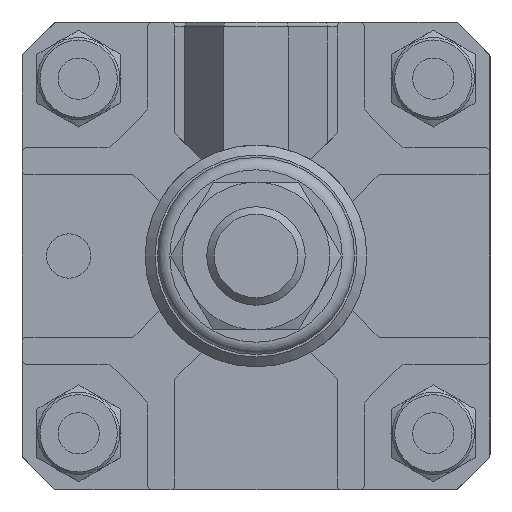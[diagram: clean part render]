
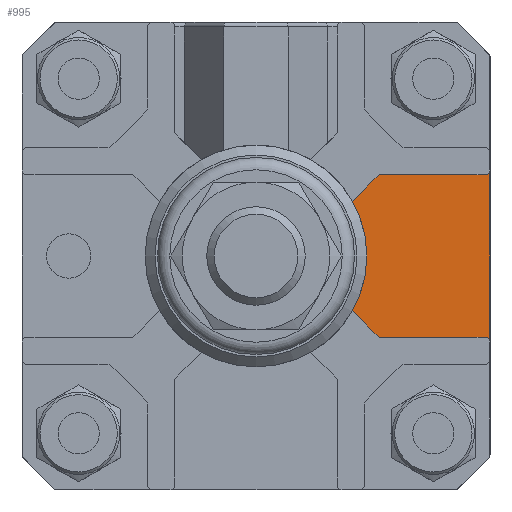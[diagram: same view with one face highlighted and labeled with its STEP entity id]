
A CAD part, left-side view. The second image highlights one B-rep face of the part: STEP entity #995.
In plain terms, the highlighted face is planar.
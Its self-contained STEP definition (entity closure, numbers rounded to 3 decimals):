
#995 = ADVANCED_FACE( '', ( #2437 ), #2438, .T. );
#2437 = FACE_OUTER_BOUND( '', #4514, .T. );
#2438 = PLANE( '', #4515 );
#4514 = EDGE_LOOP( '', ( #6967, #6968, #6969, #6970, #6971, #6972, #6973, #6974 ) );
#4515 = AXIS2_PLACEMENT_3D( '', #6975, #6976, #6977 );
#6967 = ORIENTED_EDGE( '', *, *, #12363, .T. );
#6968 = ORIENTED_EDGE( '', *, *, #12427, .T. );
#6969 = ORIENTED_EDGE( '', *, *, #12428, .F. );
#6970 = ORIENTED_EDGE( '', *, *, #12429, .F. );
#6971 = ORIENTED_EDGE( '', *, *, #12430, .F. );
#6972 = ORIENTED_EDGE( '', *, *, #12431, .F. );
#6973 = ORIENTED_EDGE( '', *, *, #12432, .F. );
#6974 = ORIENTED_EDGE( '', *, *, #12433, .T. );
#6975 = CARTESIAN_POINT( '', ( 0., 8.5, 0. ) );
#6976 = DIRECTION( '', ( 0., 1., 0. ) );
#6977 = DIRECTION( '', ( 0., 0., 1. ) );
#12363 = EDGE_CURVE( '', #14831, #14829, #14832, .T. );
#12427 = EDGE_CURVE( '', #14829, #14943, #14944, .F. );
#12428 = EDGE_CURVE( '', #14945, #14943, #14946, .T. );
#12429 = EDGE_CURVE( '', #14947, #14945, #14948, .T. );
#12430 = EDGE_CURVE( '', #14949, #14947, #14950, .T. );
#12431 = EDGE_CURVE( '', #14951, #14949, #14952, .T. );
#12432 = EDGE_CURVE( '', #14953, #14951, #14954, .T. );
#12433 = EDGE_CURVE( '', #14953, #14831, #14955, .F. );
#14829 = VERTEX_POINT( '', #18357 );
#14831 = VERTEX_POINT( '', #18360 );
#14832 = LINE( '', #18361, #18362 );
#14943 = VERTEX_POINT( '', #18508 );
#14944 = CIRCLE( '', #18509, 1. );
#14945 = VERTEX_POINT( '', #18510 );
#14946 = LINE( '', #18511, #18512 );
#14947 = VERTEX_POINT( '', #18513 );
#14948 = LINE( '', #18514, #18515 );
#14949 = VERTEX_POINT( '', #18516 );
#14950 = CIRCLE( '', #18517, 22.5 );
#14951 = VERTEX_POINT( '', #18518 );
#14952 = LINE( '', #18519, #18520 );
#14953 = VERTEX_POINT( '', #18521 );
#14954 = LINE( '', #18522, #18523 );
#14955 = CIRCLE( '', #18524, 1. );
#18357 = CARTESIAN_POINT( '', ( 0., 8.5, 65. ) );
#18360 = CARTESIAN_POINT( '', ( 0., 8.5, 30. ) );
#18361 = CARTESIAN_POINT( '', ( 0., 8.5, 0. ) );
#18362 = VECTOR( '', #22523, 1000. );
#18508 = CARTESIAN_POINT( '', ( 1., 8.5, 64. ) );
#18509 = AXIS2_PLACEMENT_3D( '', #22607, #22608, #22609 );
#18510 = CARTESIAN_POINT( '', ( 22.515, 8.5, 64. ) );
#18511 = CARTESIAN_POINT( '', ( 22.515, 8.5, 64. ) );
#18512 = VECTOR( '', #22610, 1000. );
#18513 = CARTESIAN_POINT( '', ( 27.924, 8.5, 58.591 ) );
#18514 = CARTESIAN_POINT( '', ( 27.924, 8.5, 58.591 ) );
#18515 = VECTOR( '', #22611, 1000. );
#18516 = CARTESIAN_POINT( '', ( 27.924, 8.5, 36.409 ) );
#18517 = AXIS2_PLACEMENT_3D( '', #22612, #22613, #22614 );
#18518 = CARTESIAN_POINT( '', ( 22.515, 8.5, 31. ) );
#18519 = CARTESIAN_POINT( '', ( 22.515, 8.5, 31. ) );
#18520 = VECTOR( '', #22615, 1000. );
#18521 = CARTESIAN_POINT( '', ( 1., 8.5, 31. ) );
#18522 = CARTESIAN_POINT( '', ( -38.736, 8.5, 31. ) );
#18523 = VECTOR( '', #22616, 1000. );
#18524 = AXIS2_PLACEMENT_3D( '', #22617, #22618, #22619 );
#22523 = DIRECTION( '', ( 0., 0., 1. ) );
#22607 = CARTESIAN_POINT( '', ( 1., 8.5, 65. ) );
#22608 = DIRECTION( '', ( 0., 1., 0. ) );
#22609 = DIRECTION( '', ( 0., 0., 1. ) );
#22610 = DIRECTION( '', ( -1., 0., 0. ) );
#22611 = DIRECTION( '', ( -0.707, 0., 0.707 ) );
#22612 = CARTESIAN_POINT( '', ( 47.5, 8.5, 47.5 ) );
#22613 = DIRECTION( '', ( 0., 1., 0. ) );
#22614 = DIRECTION( '', ( 1., 0., 0. ) );
#22615 = DIRECTION( '', ( 0.707, 0., 0.707 ) );
#22616 = DIRECTION( '', ( 1., 0., 0. ) );
#22617 = CARTESIAN_POINT( '', ( 1., 8.5, 30. ) );
#22618 = DIRECTION( '', ( 0., 1., 0. ) );
#22619 = DIRECTION( '', ( 0., 0., 1. ) );
